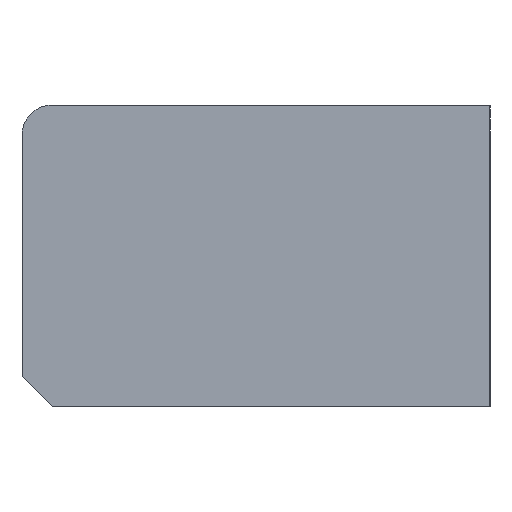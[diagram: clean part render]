
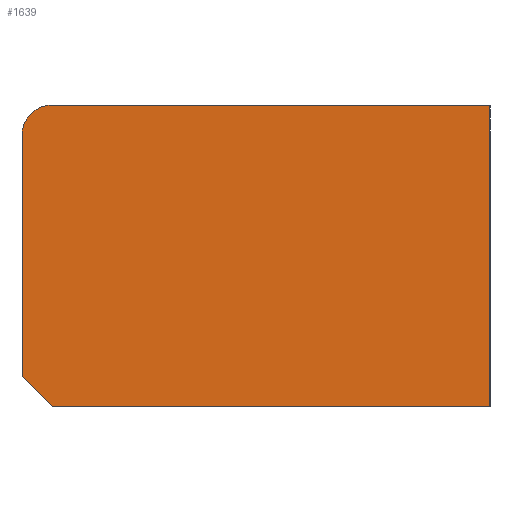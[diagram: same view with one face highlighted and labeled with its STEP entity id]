
A CAD part, left-side view. The second image highlights one B-rep face of the part: STEP entity #1639.
In plain terms, the highlighted planar face has unit normal (-1, 0, 0).
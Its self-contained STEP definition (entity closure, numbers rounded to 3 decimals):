
#861 = PLANE('',#862);
#862 = AXIS2_PLACEMENT_3D('',#863,#864,#865);
#863 = CARTESIAN_POINT('',(10.577,7.524,0.));
#864 = DIRECTION('',(0.,0.,1.));
#865 = DIRECTION('',(1.,0.,0.));
#1057 = PLANE('',#1058);
#1058 = AXIS2_PLACEMENT_3D('',#1059,#1060,#1061);
#1059 = CARTESIAN_POINT('',(10.577,7.524,10.));
#1060 = DIRECTION('',(0.,0.,1.));
#1061 = DIRECTION('',(1.,0.,0.));
#1149 = VERTEX_POINT('',#1150);
#1150 = CARTESIAN_POINT('',(0.,0.,0.));
#1164 = PLANE('',#1165);
#1165 = AXIS2_PLACEMENT_3D('',#1166,#1167,#1168);
#1166 = CARTESIAN_POINT('',(22.8,0.,0.));
#1167 = DIRECTION('',(0.,-1.,0.));
#1168 = DIRECTION('',(-1.,0.,0.));
#1238 = VERTEX_POINT('',#1239);
#1239 = CARTESIAN_POINT('',(0.,14.5,0.));
#1253 = PLANE('',#1254);
#1254 = AXIS2_PLACEMENT_3D('',#1255,#1256,#1257);
#1255 = CARTESIAN_POINT('',(0.,15.,0.5));
#1256 = DIRECTION('',(0.,-0.707,0.707));
#1257 = DIRECTION('',(1.,0.,0.));
#1265 = EDGE_CURVE('',#1149,#1238,#1266,.T.);
#1266 = SURFACE_CURVE('',#1267,(#1271,#1278),.PCURVE_S1.);
#1267 = LINE('',#1268,#1269);
#1268 = CARTESIAN_POINT('',(0.,0.,0.));
#1269 = VECTOR('',#1270,1.);
#1270 = DIRECTION('',(0.,1.,0.));
#1271 = PCURVE('',#861,#1272);
#1272 = DEFINITIONAL_REPRESENTATION('',(#1273),#1277);
#1273 = LINE('',#1274,#1275);
#1274 = CARTESIAN_POINT('',(-10.577,-7.524));
#1275 = VECTOR('',#1276,1.);
#1276 = DIRECTION('',(0.,1.));
#1277 = ( GEOMETRIC_REPRESENTATION_CONTEXT(2) 
PARAMETRIC_REPRESENTATION_CONTEXT() REPRESENTATION_CONTEXT('2D SPACE',''
  ) );
#1278 = PCURVE('',#1279,#1284);
#1279 = PLANE('',#1280);
#1280 = AXIS2_PLACEMENT_3D('',#1281,#1282,#1283);
#1281 = CARTESIAN_POINT('',(0.,0.,0.));
#1282 = DIRECTION('',(-1.,0.,0.));
#1283 = DIRECTION('',(0.,1.,0.));
#1284 = DEFINITIONAL_REPRESENTATION('',(#1285),#1289);
#1285 = LINE('',#1286,#1287);
#1286 = CARTESIAN_POINT('',(0.,0.));
#1287 = VECTOR('',#1288,1.);
#1288 = DIRECTION('',(1.,0.));
#1289 = ( GEOMETRIC_REPRESENTATION_CONTEXT(2) 
PARAMETRIC_REPRESENTATION_CONTEXT() REPRESENTATION_CONTEXT('2D SPACE',''
  ) );
#1331 = VERTEX_POINT('',#1332);
#1332 = CARTESIAN_POINT('',(0.,0.,10.));
#1415 = VERTEX_POINT('',#1416);
#1416 = CARTESIAN_POINT('',(0.,14.5,10.));
#1430 = CYLINDRICAL_SURFACE('',#1431,1.);
#1431 = AXIS2_PLACEMENT_3D('',#1432,#1433,#1434);
#1432 = CARTESIAN_POINT('',(0.,14.5,9.));
#1433 = DIRECTION('',(1.,0.,0.));
#1434 = DIRECTION('',(0.,1.,0.));
#1442 = EDGE_CURVE('',#1331,#1415,#1443,.T.);
#1443 = SURFACE_CURVE('',#1444,(#1448,#1455),.PCURVE_S1.);
#1444 = LINE('',#1445,#1446);
#1445 = CARTESIAN_POINT('',(0.,0.,10.));
#1446 = VECTOR('',#1447,1.);
#1447 = DIRECTION('',(0.,1.,0.));
#1448 = PCURVE('',#1057,#1449);
#1449 = DEFINITIONAL_REPRESENTATION('',(#1450),#1454);
#1450 = LINE('',#1451,#1452);
#1451 = CARTESIAN_POINT('',(-10.577,-7.524));
#1452 = VECTOR('',#1453,1.);
#1453 = DIRECTION('',(0.,1.));
#1454 = ( GEOMETRIC_REPRESENTATION_CONTEXT(2) 
PARAMETRIC_REPRESENTATION_CONTEXT() REPRESENTATION_CONTEXT('2D SPACE',''
  ) );
#1455 = PCURVE('',#1279,#1456);
#1456 = DEFINITIONAL_REPRESENTATION('',(#1457),#1461);
#1457 = LINE('',#1458,#1459);
#1458 = CARTESIAN_POINT('',(0.,-10.));
#1459 = VECTOR('',#1460,1.);
#1460 = DIRECTION('',(1.,0.));
#1461 = ( GEOMETRIC_REPRESENTATION_CONTEXT(2) 
PARAMETRIC_REPRESENTATION_CONTEXT() REPRESENTATION_CONTEXT('2D SPACE',''
  ) );
#1550 = EDGE_CURVE('',#1149,#1331,#1551,.T.);
#1551 = SURFACE_CURVE('',#1552,(#1556,#1563),.PCURVE_S1.);
#1552 = LINE('',#1553,#1554);
#1553 = CARTESIAN_POINT('',(0.,0.,0.));
#1554 = VECTOR('',#1555,1.);
#1555 = DIRECTION('',(0.,0.,1.));
#1556 = PCURVE('',#1164,#1557);
#1557 = DEFINITIONAL_REPRESENTATION('',(#1558),#1562);
#1558 = LINE('',#1559,#1560);
#1559 = CARTESIAN_POINT('',(22.8,0.));
#1560 = VECTOR('',#1561,1.);
#1561 = DIRECTION('',(0.,-1.));
#1562 = ( GEOMETRIC_REPRESENTATION_CONTEXT(2) 
PARAMETRIC_REPRESENTATION_CONTEXT() REPRESENTATION_CONTEXT('2D SPACE',''
  ) );
#1563 = PCURVE('',#1279,#1564);
#1564 = DEFINITIONAL_REPRESENTATION('',(#1565),#1569);
#1565 = LINE('',#1566,#1567);
#1566 = CARTESIAN_POINT('',(0.,0.));
#1567 = VECTOR('',#1568,1.);
#1568 = DIRECTION('',(0.,-1.));
#1569 = ( GEOMETRIC_REPRESENTATION_CONTEXT(2) 
PARAMETRIC_REPRESENTATION_CONTEXT() REPRESENTATION_CONTEXT('2D SPACE',''
  ) );
#1639 = ADVANCED_FACE('',(#1640),#1279,.T.);
#1640 = FACE_BOUND('',#1641,.T.);
#1641 = EDGE_LOOP('',(#1642,#1672,#1693,#1694,#1695,#1696));
#1642 = ORIENTED_EDGE('',*,*,#1643,.F.);
#1643 = EDGE_CURVE('',#1644,#1646,#1648,.T.);
#1644 = VERTEX_POINT('',#1645);
#1645 = CARTESIAN_POINT('',(0.,15.5,1.));
#1646 = VERTEX_POINT('',#1647);
#1647 = CARTESIAN_POINT('',(0.,15.5,9.));
#1648 = SURFACE_CURVE('',#1649,(#1653,#1660),.PCURVE_S1.);
#1649 = LINE('',#1650,#1651);
#1650 = CARTESIAN_POINT('',(0.,15.5,0.));
#1651 = VECTOR('',#1652,1.);
#1652 = DIRECTION('',(0.,0.,1.));
#1653 = PCURVE('',#1279,#1654);
#1654 = DEFINITIONAL_REPRESENTATION('',(#1655),#1659);
#1655 = LINE('',#1656,#1657);
#1656 = CARTESIAN_POINT('',(15.5,0.));
#1657 = VECTOR('',#1658,1.);
#1658 = DIRECTION('',(0.,-1.));
#1659 = ( GEOMETRIC_REPRESENTATION_CONTEXT(2) 
PARAMETRIC_REPRESENTATION_CONTEXT() REPRESENTATION_CONTEXT('2D SPACE',''
  ) );
#1660 = PCURVE('',#1661,#1666);
#1661 = PLANE('',#1662);
#1662 = AXIS2_PLACEMENT_3D('',#1663,#1664,#1665);
#1663 = CARTESIAN_POINT('',(0.,15.5,0.));
#1664 = DIRECTION('',(0.,1.,0.));
#1665 = DIRECTION('',(1.,0.,0.));
#1666 = DEFINITIONAL_REPRESENTATION('',(#1667),#1671);
#1667 = LINE('',#1668,#1669);
#1668 = CARTESIAN_POINT('',(0.,0.));
#1669 = VECTOR('',#1670,1.);
#1670 = DIRECTION('',(0.,-1.));
#1671 = ( GEOMETRIC_REPRESENTATION_CONTEXT(2) 
PARAMETRIC_REPRESENTATION_CONTEXT() REPRESENTATION_CONTEXT('2D SPACE',''
  ) );
#1672 = ORIENTED_EDGE('',*,*,#1673,.F.);
#1673 = EDGE_CURVE('',#1238,#1644,#1674,.T.);
#1674 = SURFACE_CURVE('',#1675,(#1679,#1686),.PCURVE_S1.);
#1675 = LINE('',#1676,#1677);
#1676 = CARTESIAN_POINT('',(0.,11.125,-3.375));
#1677 = VECTOR('',#1678,1.);
#1678 = DIRECTION('',(0.,0.707,0.707));
#1679 = PCURVE('',#1279,#1680);
#1680 = DEFINITIONAL_REPRESENTATION('',(#1681),#1685);
#1681 = LINE('',#1682,#1683);
#1682 = CARTESIAN_POINT('',(11.125,3.375));
#1683 = VECTOR('',#1684,1.);
#1684 = DIRECTION('',(0.707,-0.707));
#1685 = ( GEOMETRIC_REPRESENTATION_CONTEXT(2) 
PARAMETRIC_REPRESENTATION_CONTEXT() REPRESENTATION_CONTEXT('2D SPACE',''
  ) );
#1686 = PCURVE('',#1253,#1687);
#1687 = DEFINITIONAL_REPRESENTATION('',(#1688),#1692);
#1688 = LINE('',#1689,#1690);
#1689 = CARTESIAN_POINT('',(0.,-5.48));
#1690 = VECTOR('',#1691,1.);
#1691 = DIRECTION('',(0.,1.));
#1692 = ( GEOMETRIC_REPRESENTATION_CONTEXT(2) 
PARAMETRIC_REPRESENTATION_CONTEXT() REPRESENTATION_CONTEXT('2D SPACE',''
  ) );
#1693 = ORIENTED_EDGE('',*,*,#1265,.F.);
#1694 = ORIENTED_EDGE('',*,*,#1550,.T.);
#1695 = ORIENTED_EDGE('',*,*,#1442,.T.);
#1696 = ORIENTED_EDGE('',*,*,#1697,.F.);
#1697 = EDGE_CURVE('',#1646,#1415,#1698,.T.);
#1698 = SURFACE_CURVE('',#1699,(#1704,#1715),.PCURVE_S1.);
#1699 = CIRCLE('',#1700,1.);
#1700 = AXIS2_PLACEMENT_3D('',#1701,#1702,#1703);
#1701 = CARTESIAN_POINT('',(0.,14.5,9.));
#1702 = DIRECTION('',(1.,0.,-0.));
#1703 = DIRECTION('',(0.,0.,1.));
#1704 = PCURVE('',#1279,#1705);
#1705 = DEFINITIONAL_REPRESENTATION('',(#1706),#1714);
#1706 = ( BOUNDED_CURVE() B_SPLINE_CURVE(2,(#1707,#1708,#1709,#1710,
#1711,#1712,#1713),.UNSPECIFIED.,.T.,.F.) B_SPLINE_CURVE_WITH_KNOTS((1,2
    ,2,2,2,1),(-2.094,0.,2.094,4.189,
6.283,8.378),.UNSPECIFIED.) CURVE() 
GEOMETRIC_REPRESENTATION_ITEM() RATIONAL_B_SPLINE_CURVE((1.,0.5,1.,0.5,
1.,0.5,1.)) REPRESENTATION_ITEM('') );
#1707 = CARTESIAN_POINT('',(14.5,-10.));
#1708 = CARTESIAN_POINT('',(12.768,-10.));
#1709 = CARTESIAN_POINT('',(13.634,-8.5));
#1710 = CARTESIAN_POINT('',(14.5,-7.));
#1711 = CARTESIAN_POINT('',(15.366,-8.5));
#1712 = CARTESIAN_POINT('',(16.232,-10.));
#1713 = CARTESIAN_POINT('',(14.5,-10.));
#1714 = ( GEOMETRIC_REPRESENTATION_CONTEXT(2) 
PARAMETRIC_REPRESENTATION_CONTEXT() REPRESENTATION_CONTEXT('2D SPACE',''
  ) );
#1715 = PCURVE('',#1430,#1716);
#1716 = DEFINITIONAL_REPRESENTATION('',(#1717),#1721);
#1717 = LINE('',#1718,#1719);
#1718 = CARTESIAN_POINT('',(-4.712,0.));
#1719 = VECTOR('',#1720,1.);
#1720 = DIRECTION('',(1.,0.));
#1721 = ( GEOMETRIC_REPRESENTATION_CONTEXT(2) 
PARAMETRIC_REPRESENTATION_CONTEXT() REPRESENTATION_CONTEXT('2D SPACE',''
  ) );
